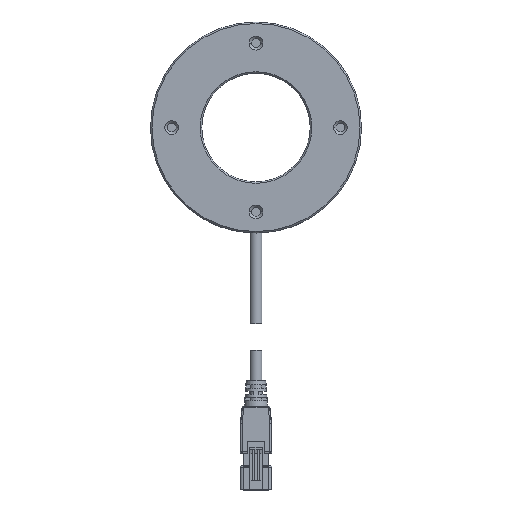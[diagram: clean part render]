
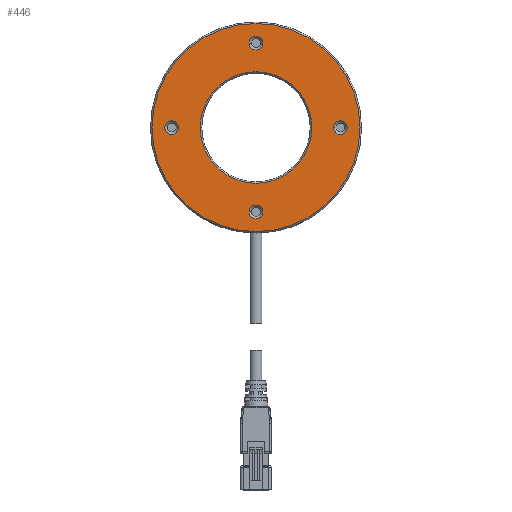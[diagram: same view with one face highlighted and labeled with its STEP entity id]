
A CAD part, top view. The second image highlights one B-rep face of the part: STEP entity #446.
In plain terms, the highlighted planar face has unit normal (0, 0, 1).
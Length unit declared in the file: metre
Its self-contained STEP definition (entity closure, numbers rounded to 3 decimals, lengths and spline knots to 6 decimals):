
#446=ADVANCED_FACE('353:1225',(#1552,#1553,#1554,#1555,#1556,#1557),#1558,.T.);
#1552=FACE_BOUND('',#3152,.T.);
#1553=FACE_BOUND('',#3153,.T.);
#1554=FACE_OUTER_BOUND('',#3154,.T.);
#1555=FACE_BOUND('',#3155,.T.);
#1556=FACE_BOUND('',#3156,.T.);
#1557=FACE_BOUND('',#3157,.T.);
#1558=PLANE('',#3158);
#3152=EDGE_LOOP('',(#7601,#7602));
#3153=EDGE_LOOP('',(#7603,#7604));
#3154=EDGE_LOOP('',(#7605,#7606));
#3155=EDGE_LOOP('',(#7607,#7608));
#3156=EDGE_LOOP('',(#7609,#7610));
#3157=EDGE_LOOP('',(#7611,#7612));
#3158=AXIS2_PLACEMENT_3D('',#7613,#7614,#7615);
#7601=ORIENTED_EDGE('',*,*,#12282,.F.);
#7602=ORIENTED_EDGE('',*,*,#12453,.F.);
#7603=ORIENTED_EDGE('',*,*,#12298,.F.);
#7604=ORIENTED_EDGE('',*,*,#12451,.F.);
#7605=ORIENTED_EDGE('',*,*,#12343,.F.);
#7606=ORIENTED_EDGE('',*,*,#12441,.F.);
#7607=ORIENTED_EDGE('',*,*,#12328,.F.);
#7608=ORIENTED_EDGE('',*,*,#12444,.F.);
#7609=ORIENTED_EDGE('',*,*,#12290,.F.);
#7610=ORIENTED_EDGE('',*,*,#12452,.F.);
#7611=ORIENTED_EDGE('',*,*,#12274,.F.);
#7612=ORIENTED_EDGE('',*,*,#12454,.F.);
#7613=CARTESIAN_POINT('',(0.,0.0,0.0205));
#7614=DIRECTION('',(0.0,0.0,1.0));
#7615=DIRECTION('',(1.0,0.0,0.0));
#12274=EDGE_CURVE('353:2104',#15080,#15076,#15082,.T.);
#12282=EDGE_CURVE('353:2098',#15094,#15090,#15096,.T.);
#12290=EDGE_CURVE('353:2092',#15108,#15104,#15110,.T.);
#12298=EDGE_CURVE('353:2086',#15122,#15118,#15124,.T.);
#12328=EDGE_CURVE('353:2062',#15176,#15172,#15178,.T.);
#12343=EDGE_CURVE('353:2047',#15201,#15198,#15203,.T.);
#12441=EDGE_CURVE('353:2047',#15198,#15201,#15344,.T.);
#12444=EDGE_CURVE('353:2062',#15172,#15176,#15347,.T.);
#12451=EDGE_CURVE('353:2086',#15118,#15122,#15354,.T.);
#12452=EDGE_CURVE('353:2092',#15104,#15108,#15355,.T.);
#12453=EDGE_CURVE('353:2098',#15090,#15094,#15356,.T.);
#12454=EDGE_CURVE('353:2104',#15076,#15080,#15357,.T.);
#15076=VERTEX_POINT('',#23298);
#15080=VERTEX_POINT('',#23303);
#15082=CIRCLE('',#23306,0.0023);
#15090=VERTEX_POINT('',#23316);
#15094=VERTEX_POINT('',#23321);
#15096=CIRCLE('',#23324,0.0023);
#15104=VERTEX_POINT('',#23334);
#15108=VERTEX_POINT('',#23339);
#15110=CIRCLE('',#23342,0.0023);
#15118=VERTEX_POINT('',#23352);
#15122=VERTEX_POINT('',#23357);
#15124=CIRCLE('',#23360,0.0023);
#15172=VERTEX_POINT('',#23422);
#15176=VERTEX_POINT('',#23427);
#15178=CIRCLE('',#23430,0.0185);
#15198=VERTEX_POINT('',#23456);
#15201=VERTEX_POINT('',#23460);
#15203=CIRCLE('',#23463,0.0345);
#15344=CIRCLE('',#23688,0.0345);
#15347=CIRCLE('',#23691,0.0185);
#15354=CIRCLE('',#23698,0.0023);
#15355=CIRCLE('',#23699,0.0023);
#15356=CIRCLE('',#23700,0.0023);
#15357=CIRCLE('',#23701,0.0023);
#23298=CARTESIAN_POINT('',(-0.0023,0.028,0.0205));
#23303=CARTESIAN_POINT('',(0.0023,0.028,0.0205));
#23306=AXIS2_PLACEMENT_3D('',#28466,#28467,#28468);
#23316=CARTESIAN_POINT('',(-0.0303,0.,0.0205));
#23321=CARTESIAN_POINT('',(-0.0257,0.,0.0205));
#23324=AXIS2_PLACEMENT_3D('',#28482,#28483,#28484);
#23334=CARTESIAN_POINT('',(0.0257,0.,0.0205));
#23339=CARTESIAN_POINT('',(0.0303,0.,0.0205));
#23342=AXIS2_PLACEMENT_3D('',#28498,#28499,#28500);
#23352=CARTESIAN_POINT('',(-0.0023,-0.028,0.0205));
#23357=CARTESIAN_POINT('',(0.0023,-0.028,0.0205));
#23360=AXIS2_PLACEMENT_3D('',#28514,#28515,#28516);
#23422=CARTESIAN_POINT('',(-0.0185,0.,0.0205));
#23427=CARTESIAN_POINT('',(0.0185,0.,0.0205));
#23430=AXIS2_PLACEMENT_3D('',#28572,#28573,#28574);
#23456=CARTESIAN_POINT('',(-0.0345,0.,0.0205));
#23460=CARTESIAN_POINT('',(0.0345,0.,0.0205));
#23463=AXIS2_PLACEMENT_3D('',#28601,#28602,#28603);
#23688=AXIS2_PLACEMENT_3D('',#28808,#28809,#28810);
#23691=AXIS2_PLACEMENT_3D('',#28817,#28818,#28819);
#23698=AXIS2_PLACEMENT_3D('',#28838,#28839,#28840);
#23699=AXIS2_PLACEMENT_3D('',#28841,#28842,#28843);
#23700=AXIS2_PLACEMENT_3D('',#28844,#28845,#28846);
#23701=AXIS2_PLACEMENT_3D('',#28847,#28848,#28849);
#28466=CARTESIAN_POINT('',(0.,0.028,0.0205));
#28467=DIRECTION('',(0.0,0.0,1.0));
#28468=DIRECTION('',(-1.0,0.0,0.0));
#28482=CARTESIAN_POINT('',(-0.028,0.,0.0205));
#28483=DIRECTION('',(0.0,0.0,1.0));
#28484=DIRECTION('',(-1.0,0.0,0.0));
#28498=CARTESIAN_POINT('',(0.028,0.,0.0205));
#28499=DIRECTION('',(0.0,0.0,1.0));
#28500=DIRECTION('',(-1.0,0.0,0.0));
#28514=CARTESIAN_POINT('',(0.,-0.028,0.0205));
#28515=DIRECTION('',(0.0,0.0,1.0));
#28516=DIRECTION('',(-1.0,0.0,0.0));
#28572=CARTESIAN_POINT('',(0.0,0.0,0.0205));
#28573=DIRECTION('',(0.0,0.0,1.0));
#28574=DIRECTION('',(-1.0,0.0,0.0));
#28601=CARTESIAN_POINT('',(0.0,0.0,0.0205));
#28602=DIRECTION('',(-0.0,0.0,-1.0));
#28603=DIRECTION('',(-1.0,0.0,0.0));
#28808=CARTESIAN_POINT('',(0.0,0.0,0.0205));
#28809=DIRECTION('',(-0.0,0.0,-1.0));
#28810=DIRECTION('',(-1.0,0.0,0.0));
#28817=CARTESIAN_POINT('',(0.0,0.0,0.0205));
#28818=DIRECTION('',(0.0,0.0,1.0));
#28819=DIRECTION('',(-1.0,0.0,0.0));
#28838=CARTESIAN_POINT('',(0.,-0.028,0.0205));
#28839=DIRECTION('',(0.0,0.0,1.0));
#28840=DIRECTION('',(-1.0,0.0,0.0));
#28841=CARTESIAN_POINT('',(0.028,0.,0.0205));
#28842=DIRECTION('',(0.0,0.0,1.0));
#28843=DIRECTION('',(-1.0,0.0,0.0));
#28844=CARTESIAN_POINT('',(-0.028,0.,0.0205));
#28845=DIRECTION('',(0.0,0.0,1.0));
#28846=DIRECTION('',(-1.0,0.0,0.0));
#28847=CARTESIAN_POINT('',(0.,0.028,0.0205));
#28848=DIRECTION('',(0.0,0.0,1.0));
#28849=DIRECTION('',(-1.0,0.0,0.0));
